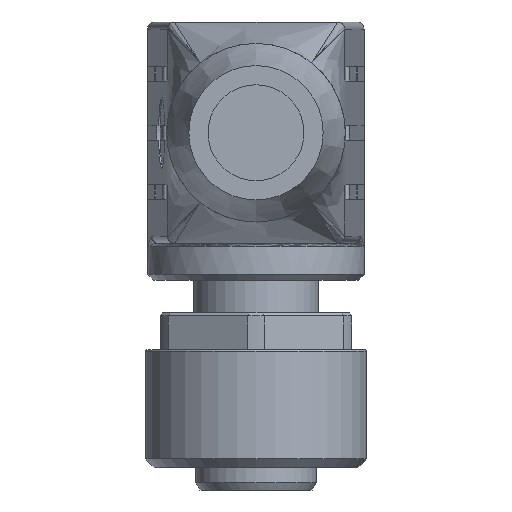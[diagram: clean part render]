
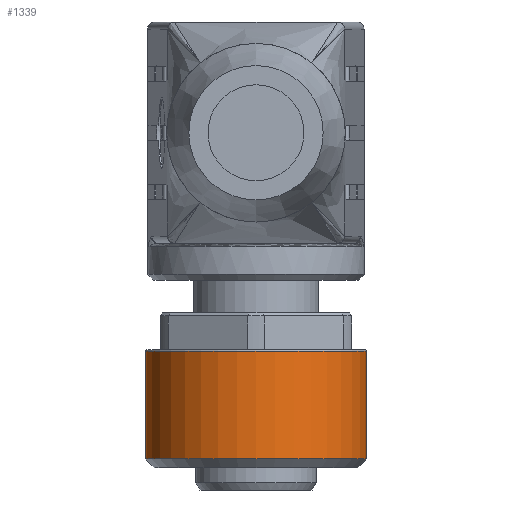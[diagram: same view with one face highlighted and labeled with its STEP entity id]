
A CAD part, front view. The second image highlights one B-rep face of the part: STEP entity #1339.
In plain terms, the highlighted cylindrical face has radius 7.5 mm (diameter 15 mm), a full revolution.
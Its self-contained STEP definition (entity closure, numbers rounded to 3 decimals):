
#1045=CARTESIAN_POINT('',(0.,7.5,-4.8));
#1046=VERTEX_POINT('',#1045);
#1047=CARTESIAN_POINT('',(0.0,0.0,-4.8));
#1048=DIRECTION('',(0.0,0.0,-1.0));
#1049=DIRECTION('',(0.0,-1.0,0.0));
#1050=AXIS2_PLACEMENT_3D('',#1047,#1048,#1049);
#1051=CIRCLE('',#1050,7.5);
#1052=EDGE_CURVE('',#1046,#1046,#1051,.T.);
#1320=CARTESIAN_POINT('',(0.0,0.0,-7.15));
#1321=DIRECTION('',(0.0,0.0,-1.0));
#1322=DIRECTION('',(0.0,-1.0,0.0));
#1323=AXIS2_PLACEMENT_3D('',#1320,#1321,#1322);
#1324=CYLINDRICAL_SURFACE('',#1323,7.5);
#1325=ORIENTED_EDGE('',*,*,#1052,.T.);
#1326=EDGE_LOOP('',(#1325));
#1327=FACE_OUTER_BOUND('',#1326,.T.);
#1328=CARTESIAN_POINT('',(0.,-7.5,-12.1));
#1329=VERTEX_POINT('',#1328);
#1330=CARTESIAN_POINT('',(0.0,0.0,-12.1));
#1331=DIRECTION('',(0.0,0.0,-1.0));
#1332=DIRECTION('',(0.0,-1.0,0.0));
#1333=AXIS2_PLACEMENT_3D('',#1330,#1331,#1332);
#1334=CIRCLE('',#1333,7.5);
#1335=EDGE_CURVE('',#1329,#1329,#1334,.T.);
#1336=ORIENTED_EDGE('',*,*,#1335,.F.);
#1337=EDGE_LOOP('',(#1336));
#1338=FACE_BOUND('',#1337,.T.);
#1339=ADVANCED_FACE('',(#1327,#1338),#1324,.T.);
